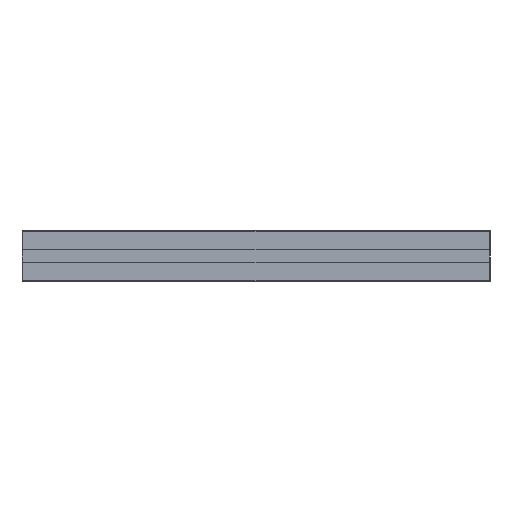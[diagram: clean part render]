
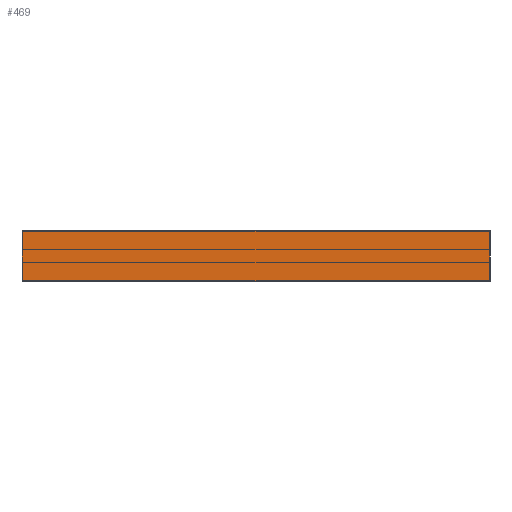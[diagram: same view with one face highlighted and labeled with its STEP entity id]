
A CAD part, left-side view. The second image highlights one B-rep face of the part: STEP entity #469.
In plain terms, the highlighted planar face has unit normal (-1, 0, 0).
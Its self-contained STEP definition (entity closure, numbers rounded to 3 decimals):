
#17=DIRECTION('',(0.,0.,-1.));
#18=VECTOR('',#17,65.);
#19=CARTESIAN_POINT('',(-9.1,300.,32.5));
#20=LINE('',#19,#18);
#21=DIRECTION('',(0.,0.,-1.));
#22=VECTOR('',#21,65.);
#23=CARTESIAN_POINT('',(-9.1,-300.,32.5));
#24=LINE('',#23,#22);
#25=DIRECTION('',(0.,1.,0.));
#26=VECTOR('',#25,600.);
#27=CARTESIAN_POINT('',(-9.1,-300.,-32.5));
#28=LINE('',#27,#26);
#37=DIRECTION('',(0.,1.,0.));
#38=VECTOR('',#37,600.);
#39=CARTESIAN_POINT('',(-9.1,-300.,32.5));
#40=LINE('',#39,#38);
#305=CARTESIAN_POINT('',(-9.1,300.,32.5));
#306=CARTESIAN_POINT('',(-9.1,300.,-32.5));
#307=VERTEX_POINT('',#305);
#308=VERTEX_POINT('',#306);
#354=CARTESIAN_POINT('',(-9.1,-300.,-32.5));
#355=VERTEX_POINT('',#354);
#356=CARTESIAN_POINT('',(-9.1,-300.,32.5));
#357=VERTEX_POINT('',#356);
#455=CARTESIAN_POINT('',(-9.1,-300.,-32.5));
#456=DIRECTION('',(-1.,0.,0.));
#457=DIRECTION('',(0.,0.,1.));
#458=AXIS2_PLACEMENT_3D('',#455,#456,#457);
#459=PLANE('',#458);
#460=ORIENTED_EDGE('',*,*,#419,.F.);
#462=ORIENTED_EDGE('',*,*,#461,.F.);
#464=ORIENTED_EDGE('',*,*,#463,.T.);
#466=ORIENTED_EDGE('',*,*,#465,.T.);
#467=EDGE_LOOP('',(#460,#462,#464,#466));
#468=FACE_OUTER_BOUND('',#467,.F.);
#469=ADVANCED_FACE('',(#468),#459,.T.);
#419=EDGE_CURVE('',#307,#308,#20,.T.);
#461=EDGE_CURVE('',#357,#307,#40,.T.);
#463=EDGE_CURVE('',#357,#355,#24,.T.);
#465=EDGE_CURVE('',#355,#308,#28,.T.);
